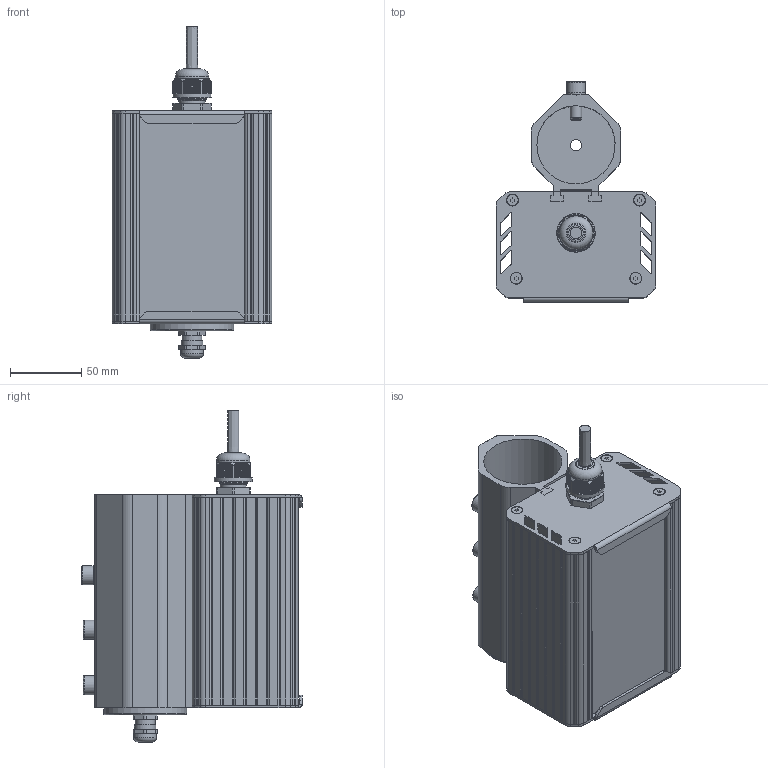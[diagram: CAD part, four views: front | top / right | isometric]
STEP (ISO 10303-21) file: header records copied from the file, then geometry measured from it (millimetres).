
FILE_DESCRIPTION(('STEP AP214'), '1');
FILE_NAME('001.0101.01.000 - ÃÑÓ-Ïðèìà 10', '2024-09-11T15:02:27', ('Åâãåíèé'), ('ÎÊÁ Ñâîé Ñòèëü'), 'C3D Converter', 'C3D Toolkit', '');
FILE_SCHEMA(('AUTOMOTIVE_DESIGN { 1 0 10303 214 3 1 1}'));
Length unit declared in the file: millimetre
Products named in the file (27): 001.0101.01.000
Assembly tree (48 placements, depth 4):
  001.0101.01.000
    (unnamed)
      (unnamed)
      (unnamed)
      (unnamed)  x4
      (unnamed)
      (unnamed)  x4
      (unnamed)
      (unnamed)
      (unnamed)
      (unnamed)
        (unnamed)  x3
        (unnamed)  x13
        (unnamed)
        (unnamed)
        (unnamed)
        (unnamed)
        (unnamed)
        (unnamed)
        (unnamed)
    (unnamed)
      (unnamed)
      (unnamed)
      (unnamed)
      (unnamed)  x3
    (unnamed)
      (unnamed)
Bounding box: 112.19 x 155.17 x 233.43 mm (x, y, z)
Volume: 489125.7 mm3; surface area: 340113.9 mm2
Topology: 56 solids, 56 shells, 1614 faces, 4538 edges, 3067 vertices
Faces by surface type: plane 928, cylinder 563, cone 91, torus 20, bspline 9, sphere 3
Full cylindrical faces by diameter (mm): 1 x3, 2 x2, 2.5 x4, 2.8 x25, 3.2 x3, 3.5 x5, 4 x8, 8 x17, 12 x1, 12.5 x1, 13.333 x3, 14 x1, 15 x1, 16 x2, 18.5 x3, 20 x1, 23.5 x1, 27 x1, 55 x1, 58.518 x1
Entity records: 85370 total; most frequent: CARTESIAN_POINT 40073, DIRECTION 8418, ORIENTED_EDGE 8274, EDGE_CURVE 4137, AXIS2_PLACEMENT_3D 2998, VERTEX_POINT 2851, LINE 2422, VECTOR 2422
